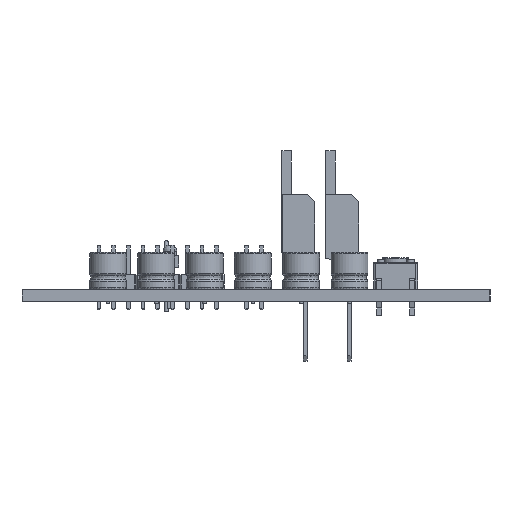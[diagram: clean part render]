
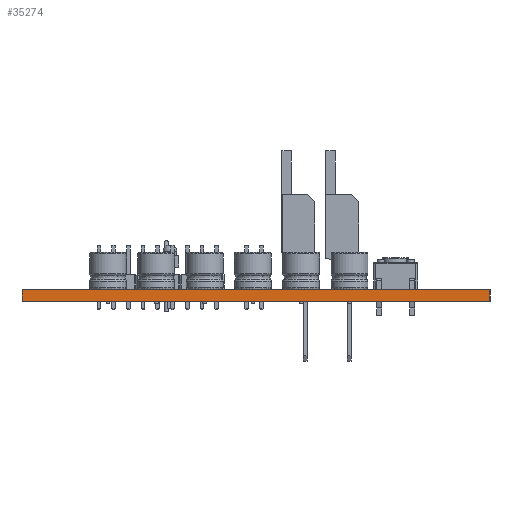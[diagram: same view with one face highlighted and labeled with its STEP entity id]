
A CAD part, left-side view. The second image highlights one B-rep face of the part: STEP entity #35274.
In plain terms, the highlighted planar face has unit normal (-1, 0, 0).
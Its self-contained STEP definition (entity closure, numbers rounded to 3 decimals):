
#35093 = PLANE('',#35094);
#35094 = AXIS2_PLACEMENT_3D('',#35095,#35096,#35097);
#35095 = CARTESIAN_POINT('',(182.88,-127.,0.));
#35096 = DIRECTION('',(0.,-1.,0.));
#35097 = DIRECTION('',(-1.,0.,0.));
#35118 = VERTEX_POINT('',#35119);
#35119 = CARTESIAN_POINT('',(96.52,-127.,1.6));
#35133 = PLANE('',#35134);
#35134 = AXIS2_PLACEMENT_3D('',#35135,#35136,#35137);
#35135 = CARTESIAN_POINT('',(139.7,-95.25,1.6));
#35136 = DIRECTION('',(-0.,-0.,-1.));
#35137 = DIRECTION('',(-1.,0.,0.));
#35145 = EDGE_CURVE('',#35146,#35118,#35148,.T.);
#35146 = VERTEX_POINT('',#35147);
#35147 = CARTESIAN_POINT('',(96.52,-127.,0.));
#35148 = SURFACE_CURVE('',#35149,(#35153,#35160),.PCURVE_S1.);
#35149 = LINE('',#35150,#35151);
#35150 = CARTESIAN_POINT('',(96.52,-127.,0.));
#35151 = VECTOR('',#35152,1.);
#35152 = DIRECTION('',(0.,0.,1.));
#35153 = PCURVE('',#35093,#35154);
#35154 = DEFINITIONAL_REPRESENTATION('',(#35155),#35159);
#35155 = LINE('',#35156,#35157);
#35156 = CARTESIAN_POINT('',(86.36,0.));
#35157 = VECTOR('',#35158,1.);
#35158 = DIRECTION('',(0.,-1.));
#35159 = ( GEOMETRIC_REPRESENTATION_CONTEXT(2) 
PARAMETRIC_REPRESENTATION_CONTEXT() REPRESENTATION_CONTEXT('2D SPACE',''
  ) );
#35160 = PCURVE('',#35161,#35166);
#35161 = PLANE('',#35162);
#35162 = AXIS2_PLACEMENT_3D('',#35163,#35164,#35165);
#35163 = CARTESIAN_POINT('',(96.52,-127.,0.));
#35164 = DIRECTION('',(-1.,0.,0.));
#35165 = DIRECTION('',(0.,1.,0.));
#35166 = DEFINITIONAL_REPRESENTATION('',(#35167),#35171);
#35167 = LINE('',#35168,#35169);
#35168 = CARTESIAN_POINT('',(0.,0.));
#35169 = VECTOR('',#35170,1.);
#35170 = DIRECTION('',(0.,-1.));
#35171 = ( GEOMETRIC_REPRESENTATION_CONTEXT(2) 
PARAMETRIC_REPRESENTATION_CONTEXT() REPRESENTATION_CONTEXT('2D SPACE',''
  ) );
#35187 = PLANE('',#35188);
#35188 = AXIS2_PLACEMENT_3D('',#35189,#35190,#35191);
#35189 = CARTESIAN_POINT('',(139.7,-95.25,0.));
#35190 = DIRECTION('',(-0.,-0.,-1.));
#35191 = DIRECTION('',(-1.,0.,0.));
#35220 = PLANE('',#35221);
#35221 = AXIS2_PLACEMENT_3D('',#35222,#35223,#35224);
#35222 = CARTESIAN_POINT('',(96.52,-63.5,0.));
#35223 = DIRECTION('',(0.,1.,0.));
#35224 = DIRECTION('',(1.,0.,0.));
#35274 = ADVANCED_FACE('',(#35275),#35161,.T.);
#35275 = FACE_BOUND('',#35276,.T.);
#35276 = EDGE_LOOP('',(#35277,#35278,#35301,#35324));
#35277 = ORIENTED_EDGE('',*,*,#35145,.T.);
#35278 = ORIENTED_EDGE('',*,*,#35279,.T.);
#35279 = EDGE_CURVE('',#35118,#35280,#35282,.T.);
#35280 = VERTEX_POINT('',#35281);
#35281 = CARTESIAN_POINT('',(96.52,-63.5,1.6));
#35282 = SURFACE_CURVE('',#35283,(#35287,#35294),.PCURVE_S1.);
#35283 = LINE('',#35284,#35285);
#35284 = CARTESIAN_POINT('',(96.52,-127.,1.6));
#35285 = VECTOR('',#35286,1.);
#35286 = DIRECTION('',(0.,1.,0.));
#35287 = PCURVE('',#35161,#35288);
#35288 = DEFINITIONAL_REPRESENTATION('',(#35289),#35293);
#35289 = LINE('',#35290,#35291);
#35290 = CARTESIAN_POINT('',(0.,-1.6));
#35291 = VECTOR('',#35292,1.);
#35292 = DIRECTION('',(1.,0.));
#35293 = ( GEOMETRIC_REPRESENTATION_CONTEXT(2) 
PARAMETRIC_REPRESENTATION_CONTEXT() REPRESENTATION_CONTEXT('2D SPACE',''
  ) );
#35294 = PCURVE('',#35133,#35295);
#35295 = DEFINITIONAL_REPRESENTATION('',(#35296),#35300);
#35296 = LINE('',#35297,#35298);
#35297 = CARTESIAN_POINT('',(43.18,-31.75));
#35298 = VECTOR('',#35299,1.);
#35299 = DIRECTION('',(0.,1.));
#35300 = ( GEOMETRIC_REPRESENTATION_CONTEXT(2) 
PARAMETRIC_REPRESENTATION_CONTEXT() REPRESENTATION_CONTEXT('2D SPACE',''
  ) );
#35301 = ORIENTED_EDGE('',*,*,#35302,.F.);
#35302 = EDGE_CURVE('',#35303,#35280,#35305,.T.);
#35303 = VERTEX_POINT('',#35304);
#35304 = CARTESIAN_POINT('',(96.52,-63.5,0.));
#35305 = SURFACE_CURVE('',#35306,(#35310,#35317),.PCURVE_S1.);
#35306 = LINE('',#35307,#35308);
#35307 = CARTESIAN_POINT('',(96.52,-63.5,0.));
#35308 = VECTOR('',#35309,1.);
#35309 = DIRECTION('',(0.,0.,1.));
#35310 = PCURVE('',#35161,#35311);
#35311 = DEFINITIONAL_REPRESENTATION('',(#35312),#35316);
#35312 = LINE('',#35313,#35314);
#35313 = CARTESIAN_POINT('',(63.5,0.));
#35314 = VECTOR('',#35315,1.);
#35315 = DIRECTION('',(0.,-1.));
#35316 = ( GEOMETRIC_REPRESENTATION_CONTEXT(2) 
PARAMETRIC_REPRESENTATION_CONTEXT() REPRESENTATION_CONTEXT('2D SPACE',''
  ) );
#35317 = PCURVE('',#35220,#35318);
#35318 = DEFINITIONAL_REPRESENTATION('',(#35319),#35323);
#35319 = LINE('',#35320,#35321);
#35320 = CARTESIAN_POINT('',(0.,0.));
#35321 = VECTOR('',#35322,1.);
#35322 = DIRECTION('',(0.,-1.));
#35323 = ( GEOMETRIC_REPRESENTATION_CONTEXT(2) 
PARAMETRIC_REPRESENTATION_CONTEXT() REPRESENTATION_CONTEXT('2D SPACE',''
  ) );
#35324 = ORIENTED_EDGE('',*,*,#35325,.F.);
#35325 = EDGE_CURVE('',#35146,#35303,#35326,.T.);
#35326 = SURFACE_CURVE('',#35327,(#35331,#35338),.PCURVE_S1.);
#35327 = LINE('',#35328,#35329);
#35328 = CARTESIAN_POINT('',(96.52,-127.,0.));
#35329 = VECTOR('',#35330,1.);
#35330 = DIRECTION('',(0.,1.,0.));
#35331 = PCURVE('',#35161,#35332);
#35332 = DEFINITIONAL_REPRESENTATION('',(#35333),#35337);
#35333 = LINE('',#35334,#35335);
#35334 = CARTESIAN_POINT('',(0.,0.));
#35335 = VECTOR('',#35336,1.);
#35336 = DIRECTION('',(1.,0.));
#35337 = ( GEOMETRIC_REPRESENTATION_CONTEXT(2) 
PARAMETRIC_REPRESENTATION_CONTEXT() REPRESENTATION_CONTEXT('2D SPACE',''
  ) );
#35338 = PCURVE('',#35187,#35339);
#35339 = DEFINITIONAL_REPRESENTATION('',(#35340),#35344);
#35340 = LINE('',#35341,#35342);
#35341 = CARTESIAN_POINT('',(43.18,-31.75));
#35342 = VECTOR('',#35343,1.);
#35343 = DIRECTION('',(0.,1.));
#35344 = ( GEOMETRIC_REPRESENTATION_CONTEXT(2) 
PARAMETRIC_REPRESENTATION_CONTEXT() REPRESENTATION_CONTEXT('2D SPACE',''
  ) );
